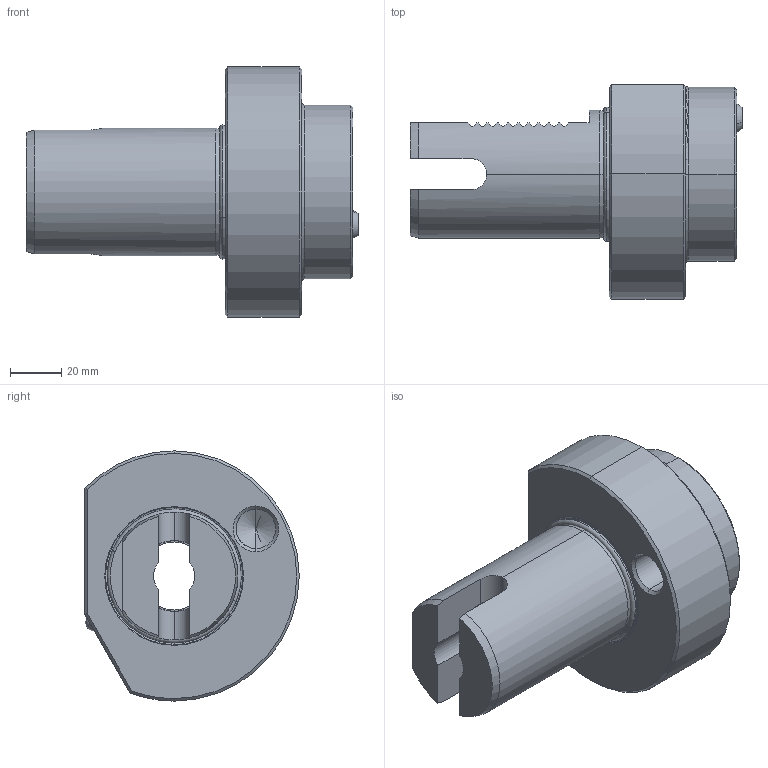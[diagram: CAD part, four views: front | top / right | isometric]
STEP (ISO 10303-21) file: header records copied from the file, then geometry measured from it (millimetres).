
FILE_DESCRIPTION (( 'STEP AP203' ), '1' );
FILE_NAME ('509.07.04.STEP', '2016-11-26T07:20:17', ( '' ), ( '' ), 'SwSTEP 2.0', 'SolidWorks 2012', '' );
FILE_SCHEMA (( 'CONFIG_CONTROL_DESIGN' ));
Length unit declared in the file: millimetre
Products named in the file (7): 509.07.04; 皿頭_M5; 管螺文螺絲; O型環48.7; 出水銅嘴; VDI50       MA4; 8止水鉚珠
Assembly tree (6 placements, depth 2):
  509.07.04
    VDI50       MA4
    8止水鉚珠
    O型環48.7
    出水銅嘴
    皿頭_M5
    管螺文螺絲
Bounding box: 130 x 84 x 98 mm (x, y, z)
Volume: 322182 mm3; surface area: 56166.2 mm2
Topology: 18 solids, 18 shells, 396 faces, 959 edges, 589 vertices
Faces by surface type: cone 164, cylinder 103, plane 76, bspline 35, torus 14, sphere 4
Entity records: 34215 total; most frequent: CARTESIAN_POINT 25067, ORIENTED_EDGE 1882, DIRECTION 1569, EDGE_CURVE 941, AXIS2_PLACEMENT_3D 597, VERTEX_POINT 583, EDGE_LOOP 412, FACE_OUTER_BOUND 396
